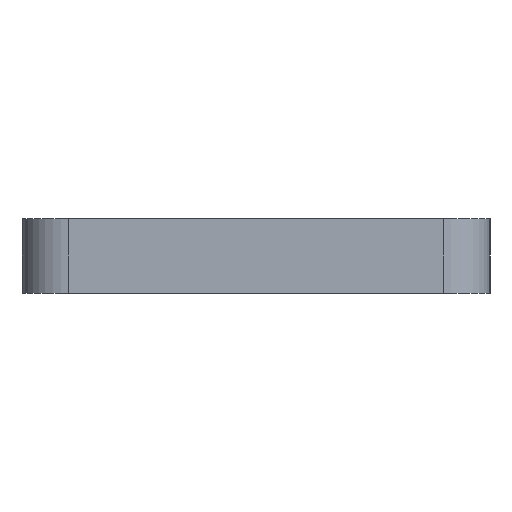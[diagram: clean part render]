
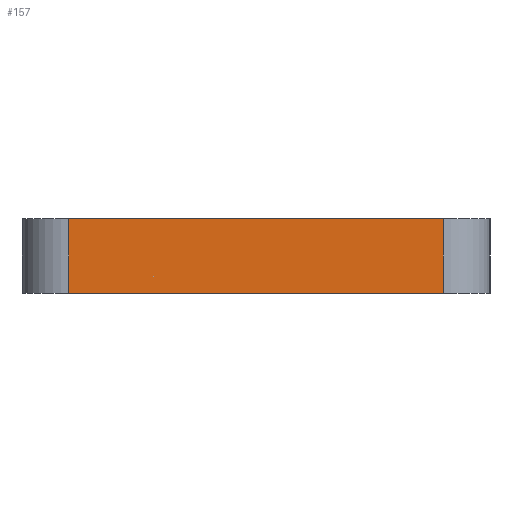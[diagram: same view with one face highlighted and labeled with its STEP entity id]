
A CAD part, left-side view. The second image highlights one B-rep face of the part: STEP entity #157.
In plain terms, the highlighted planar face has unit normal (-1, 0, 0).
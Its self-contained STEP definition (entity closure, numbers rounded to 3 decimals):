
#3 = DIRECTION ( 'NONE',  ( 0., -1., 0. ) ) ;
#35 = CARTESIAN_POINT ( 'NONE',  ( -21.6, 4., 1.6 ) ) ;
#42 = EDGE_LOOP ( 'NONE', ( #918, #295, #304, #397 ) ) ;
#56 = FACE_OUTER_BOUND ( 'NONE', #42, .T. ) ;
#58 = VECTOR ( 'NONE', #535, 1000. ) ;
#65 = CARTESIAN_POINT ( 'NONE',  ( -21.6, -5., 1.6 ) ) ;
#69 = EDGE_CURVE ( 'NONE', #772, #715, #124, .T. ) ;
#109 = EDGE_CURVE ( 'NONE', #715, #842, #797, .T. ) ;
#124 = LINE ( 'NONE', #264, #784 ) ;
#157 = ADVANCED_FACE ( 'NONE', ( #56 ), #419, .F. ) ;
#264 = CARTESIAN_POINT ( 'NONE',  ( -21.6, -5., 0. ) ) ;
#284 = EDGE_CURVE ( 'NONE', #737, #842, #884, .T. ) ;
#288 = DIRECTION ( 'NONE',  ( 0., 0., -1. ) ) ;
#295 = ORIENTED_EDGE ( 'NONE', *, *, #109, .T. ) ;
#304 = ORIENTED_EDGE ( 'NONE', *, *, #284, .F. ) ;
#397 = ORIENTED_EDGE ( 'NONE', *, *, #816, .T. ) ;
#419 = PLANE ( 'NONE',  #803 ) ;
#457 = CARTESIAN_POINT ( 'NONE',  ( -21.6, -4., 1.6 ) ) ;
#501 = DIRECTION ( 'NONE',  ( 0., 0., 1. ) ) ;
#535 = DIRECTION ( 'NONE',  ( 0., 0., -1. ) ) ;
#553 = DIRECTION ( 'NONE',  ( 1., 0., 0. ) ) ;
#568 = VECTOR ( 'NONE', #501, 1000. ) ;
#702 = CARTESIAN_POINT ( 'NONE',  ( -21.6, -4., 1.6 ) ) ;
#715 = VERTEX_POINT ( 'NONE', #832 ) ;
#720 = CARTESIAN_POINT ( 'NONE',  ( -21.6, -5., 1.6 ) ) ;
#723 = VECTOR ( 'NONE', #3, 1000. ) ;
#737 = VERTEX_POINT ( 'NONE', #35 ) ;
#772 = VERTEX_POINT ( 'NONE', #779 ) ;
#779 = CARTESIAN_POINT ( 'NONE',  ( -21.6, 4., 0. ) ) ;
#784 = VECTOR ( 'NONE', #937, 1000. ) ;
#797 = LINE ( 'NONE', #702, #568 ) ;
#803 = AXIS2_PLACEMENT_3D ( 'NONE', #720, #553, #288 ) ;
#816 = EDGE_CURVE ( 'NONE', #737, #772, #907, .T. ) ;
#832 = CARTESIAN_POINT ( 'NONE',  ( -21.6, -4., 0. ) ) ;
#836 = CARTESIAN_POINT ( 'NONE',  ( -21.6, 4., 1.6 ) ) ;
#842 = VERTEX_POINT ( 'NONE', #457 ) ;
#884 = LINE ( 'NONE', #65, #723 ) ;
#907 = LINE ( 'NONE', #836, #58 ) ;
#918 = ORIENTED_EDGE ( 'NONE', *, *, #69, .T. ) ;
#937 = DIRECTION ( 'NONE',  ( 0., -1., 0. ) ) ;
